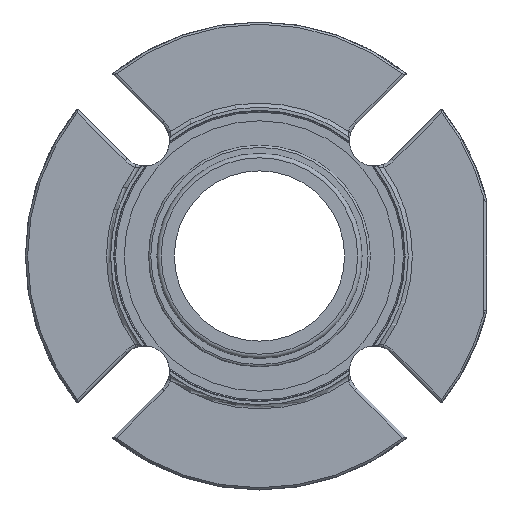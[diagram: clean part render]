
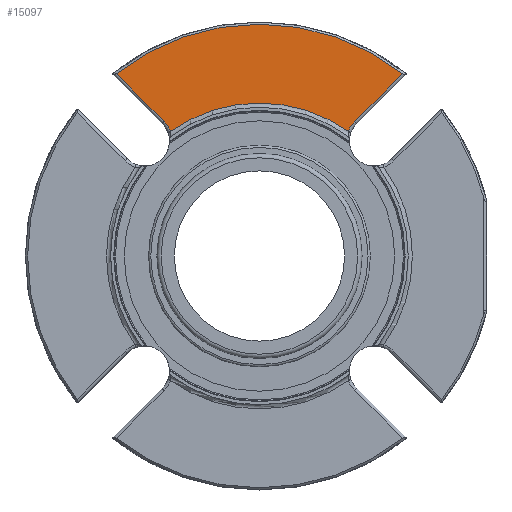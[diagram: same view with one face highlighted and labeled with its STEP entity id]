
A CAD part, left-side view. The second image highlights one B-rep face of the part: STEP entity #15097.
In plain terms, the highlighted planar face has unit normal (-1, 0, 0).
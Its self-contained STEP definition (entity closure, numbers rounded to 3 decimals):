
#1215=LINE('',#26025,#1760);
#1217=LINE('',#26051,#1762);
#1760=VECTOR('',#18555,1000.);
#1762=VECTOR('',#18571,1000.);
#2033=PLANE('',#16100);
#4480=ORIENTED_EDGE('',*,*,#6209,.F.);
#4481=ORIENTED_EDGE('',*,*,#6551,.T.);
#4482=ORIENTED_EDGE('',*,*,#6557,.T.);
#4483=ORIENTED_EDGE('',*,*,#6558,.T.);
#4484=ORIENTED_EDGE('',*,*,#6559,.T.);
#4485=ORIENTED_EDGE('',*,*,#6560,.T.);
#6209=EDGE_CURVE('',#7504,#7505,#8185,.T.);
#6551=EDGE_CURVE('',#7504,#7685,#1215,.T.);
#6557=EDGE_CURVE('',#7685,#7689,#8258,.T.);
#6558=EDGE_CURVE('',#7689,#7690,#8259,.T.);
#6559=EDGE_CURVE('',#7690,#7691,#8260,.T.);
#6560=EDGE_CURVE('',#7691,#7505,#1217,.T.);
#7504=VERTEX_POINT('',#23497);
#7505=VERTEX_POINT('',#23499);
#7685=VERTEX_POINT('',#26026);
#7689=VERTEX_POINT('',#26046);
#7690=VERTEX_POINT('',#26048);
#7691=VERTEX_POINT('',#26050);
#8185=CIRCLE('',#15903,81.661);
#8258=CIRCLE('',#16101,9.75);
#8259=CIRCLE('',#16102,53.875);
#8260=CIRCLE('',#16103,9.75);
#8959=EDGE_LOOP('',(#4480,#4481,#4482,#4483,#4484,#4485));
#9708=FACE_BOUND('',#8959,.T.);
#15097=ADVANCED_FACE('',(#9708),#2033,.F.);
#15903=AXIS2_PLACEMENT_3D('',#23498,#17961,#17962);
#16100=AXIS2_PLACEMENT_3D('',#26044,#18563,#18564);
#16101=AXIS2_PLACEMENT_3D('',#26045,#18565,#18566);
#16102=AXIS2_PLACEMENT_3D('',#26047,#18567,#18568);
#16103=AXIS2_PLACEMENT_3D('',#26049,#18569,#18570);
#17961=DIRECTION('',(1.,0.,0.));
#17962=DIRECTION('',(0.,0.,1.));
#18555=DIRECTION('',(0.,-0.707,-0.707));
#18563=DIRECTION('',(1.,0.,0.));
#18564=DIRECTION('',(0.,-1.,0.));
#18565=DIRECTION('',(1.,0.,0.));
#18566=DIRECTION('',(0.,-1.,0.));
#18567=DIRECTION('',(1.,0.,0.));
#18568=DIRECTION('',(0.,-1.,0.));
#18569=DIRECTION('',(1.,0.,0.));
#18570=DIRECTION('',(0.,-1.,0.));
#18571=DIRECTION('',(0.,-0.707,0.707));
#23497=CARTESIAN_POINT('',(1.193,50.436,64.224));
#23498=CARTESIAN_POINT('',(1.193,0.,0.));
#23499=CARTESIAN_POINT('',(1.193,-50.436,64.224));
#26025=CARTESIAN_POINT('',(1.193,-33.082,-19.293));
#26026=CARTESIAN_POINT('',(1.193,33.535,47.323));
#26044=CARTESIAN_POINT('',(1.193,-52.375,0.));
#26045=CARTESIAN_POINT('',(1.193,40.429,40.429));
#26046=CARTESIAN_POINT('',(1.193,31.299,43.851));
#26047=CARTESIAN_POINT('',(1.193,0.,0.));
#26048=CARTESIAN_POINT('',(1.193,-31.299,43.851));
#26049=CARTESIAN_POINT('',(1.193,-40.429,40.429));
#26050=CARTESIAN_POINT('',(1.193,-33.535,47.323));
#26051=CARTESIAN_POINT('',(1.193,-19.293,33.082));
